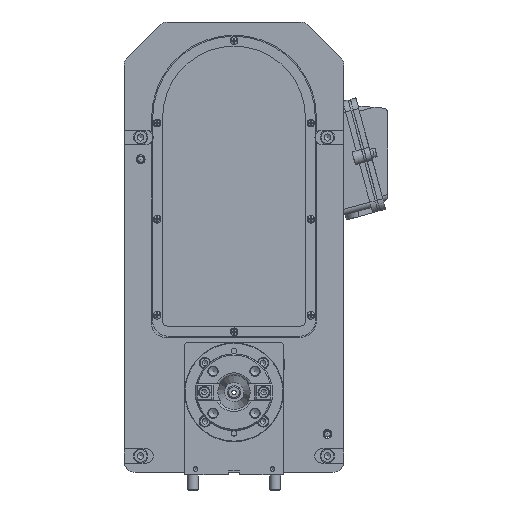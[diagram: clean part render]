
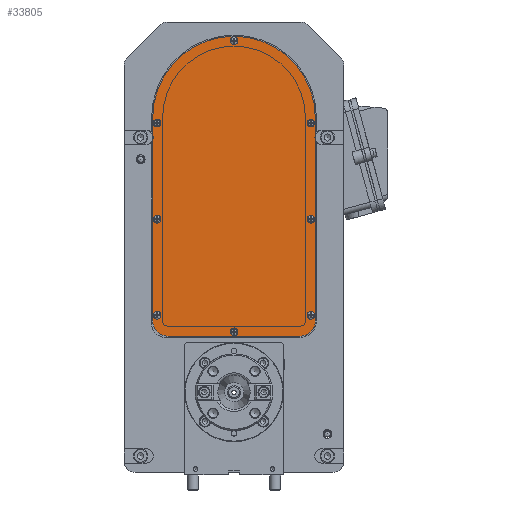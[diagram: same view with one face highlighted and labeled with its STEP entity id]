
A CAD part, front view. The second image highlights one B-rep face of the part: STEP entity #33805.
In plain terms, the highlighted planar face has unit normal (0, -1, 0).
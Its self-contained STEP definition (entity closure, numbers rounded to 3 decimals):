
#3872=LINE('',#62311,#6721);
#3876=LINE('',#62323,#6725);
#3880=LINE('',#62335,#6729);
#6721=VECTOR('',#48157,1000.);
#6725=VECTOR('',#48169,1000.);
#6729=VECTOR('',#48181,1000.);
#7670=PLANE('',#39209);
#16756=ORIENTED_EDGE('',*,*,#22360,.F.);
#16757=ORIENTED_EDGE('',*,*,#22361,.F.);
#16758=ORIENTED_EDGE('',*,*,#22362,.F.);
#16759=ORIENTED_EDGE('',*,*,#22363,.F.);
#16760=ORIENTED_EDGE('',*,*,#22364,.F.);
#16761=ORIENTED_EDGE('',*,*,#22365,.F.);
#16762=ORIENTED_EDGE('',*,*,#22366,.F.);
#16763=ORIENTED_EDGE('',*,*,#22367,.F.);
#16764=ORIENTED_EDGE('',*,*,#22342,.T.);
#16765=ORIENTED_EDGE('',*,*,#22346,.T.);
#16766=ORIENTED_EDGE('',*,*,#22349,.T.);
#16767=ORIENTED_EDGE('',*,*,#22352,.T.);
#16768=ORIENTED_EDGE('',*,*,#22355,.T.);
#16769=ORIENTED_EDGE('',*,*,#22358,.T.);
#22342=EDGE_CURVE('',#26352,#26353,#28029,.T.);
#22346=EDGE_CURVE('',#26353,#26356,#3872,.T.);
#22349=EDGE_CURVE('',#26356,#26358,#28031,.T.);
#22352=EDGE_CURVE('',#26358,#26360,#3876,.T.);
#22355=EDGE_CURVE('',#26360,#26362,#28033,.T.);
#22358=EDGE_CURVE('',#26362,#26352,#3880,.T.);
#22360=EDGE_CURVE('',#26364,#26364,#28035,.T.);
#22361=EDGE_CURVE('',#26365,#26365,#28036,.T.);
#22362=EDGE_CURVE('',#26366,#26366,#28037,.T.);
#22363=EDGE_CURVE('',#26367,#26367,#28038,.T.);
#22364=EDGE_CURVE('',#26368,#26368,#28039,.T.);
#22365=EDGE_CURVE('',#26369,#26369,#28040,.T.);
#22366=EDGE_CURVE('',#26370,#26370,#28041,.T.);
#22367=EDGE_CURVE('',#26371,#26371,#28042,.T.);
#26352=VERTEX_POINT('',#62303);
#26353=VERTEX_POINT('',#62304);
#26356=VERTEX_POINT('',#62312);
#26358=VERTEX_POINT('',#62318);
#26360=VERTEX_POINT('',#62324);
#26362=VERTEX_POINT('',#62330);
#26364=VERTEX_POINT('',#62339);
#26365=VERTEX_POINT('',#62341);
#26366=VERTEX_POINT('',#62343);
#26367=VERTEX_POINT('',#62345);
#26368=VERTEX_POINT('',#62347);
#26369=VERTEX_POINT('',#62349);
#26370=VERTEX_POINT('',#62351);
#26371=VERTEX_POINT('',#62353);
#28029=CIRCLE('',#39198,14.);
#28031=CIRCLE('',#39202,14.);
#28033=CIRCLE('',#39206,74.);
#28035=CIRCLE('',#39210,2.25);
#28036=CIRCLE('',#39211,2.25);
#28037=CIRCLE('',#39212,2.25);
#28038=CIRCLE('',#39213,2.25);
#28039=CIRCLE('',#39214,2.25);
#28040=CIRCLE('',#39215,2.25);
#28041=CIRCLE('',#39216,2.25);
#28042=CIRCLE('',#39217,2.25);
#30000=EDGE_LOOP('',(#16756));
#30001=EDGE_LOOP('',(#16757));
#30002=EDGE_LOOP('',(#16758));
#30003=EDGE_LOOP('',(#16759));
#30004=EDGE_LOOP('',(#16760));
#30005=EDGE_LOOP('',(#16761));
#30006=EDGE_LOOP('',(#16762));
#30007=EDGE_LOOP('',(#16763));
#30008=EDGE_LOOP('',(#16764,#16765,#16766,#16767,#16768,#16769));
#32044=FACE_BOUND('',#30000,.T.);
#32045=FACE_BOUND('',#30001,.T.);
#32046=FACE_BOUND('',#30002,.T.);
#32047=FACE_BOUND('',#30003,.T.);
#32048=FACE_BOUND('',#30004,.T.);
#32049=FACE_BOUND('',#30005,.T.);
#32050=FACE_BOUND('',#30006,.T.);
#32051=FACE_BOUND('',#30007,.T.);
#32052=FACE_BOUND('',#30008,.T.);
#33805=ADVANCED_FACE('',(#32044,#32045,#32046,#32047,#32048,#32049,#32050,
#32051,#32052),#7670,.T.);
#39198=AXIS2_PLACEMENT_3D('',#62302,#48149,#48150);
#39202=AXIS2_PLACEMENT_3D('',#62317,#48162,#48163);
#39206=AXIS2_PLACEMENT_3D('',#62329,#48174,#48175);
#39209=AXIS2_PLACEMENT_3D('',#62337,#48183,#48184);
#39210=AXIS2_PLACEMENT_3D('',#62338,#48185,#48186);
#39211=AXIS2_PLACEMENT_3D('',#62340,#48187,#48188);
#39212=AXIS2_PLACEMENT_3D('',#62342,#48189,#48190);
#39213=AXIS2_PLACEMENT_3D('',#62344,#48191,#48192);
#39214=AXIS2_PLACEMENT_3D('',#62346,#48193,#48194);
#39215=AXIS2_PLACEMENT_3D('',#62348,#48195,#48196);
#39216=AXIS2_PLACEMENT_3D('',#62350,#48197,#48198);
#39217=AXIS2_PLACEMENT_3D('',#62352,#48199,#48200);
#48149=DIRECTION('',(0.,-1.,0.));
#48150=DIRECTION('',(1.,0.,0.));
#48157=DIRECTION('',(1.,0.,0.));
#48162=DIRECTION('',(0.,-1.,0.));
#48163=DIRECTION('',(-1.,0.,0.));
#48169=DIRECTION('',(0.,0.,1.));
#48174=DIRECTION('',(0.,-1.,0.));
#48175=DIRECTION('',(1.,0.,0.));
#48181=DIRECTION('',(0.,0.,-1.));
#48183=DIRECTION('',(0.,-1.,0.));
#48184=DIRECTION('',(0.,0.,-1.));
#48185=DIRECTION('',(0.,-1.,0.));
#48186=DIRECTION('',(1.,0.,0.));
#48187=DIRECTION('',(0.,-1.,0.));
#48188=DIRECTION('',(1.,0.,0.));
#48189=DIRECTION('',(0.,-1.,0.));
#48190=DIRECTION('',(1.,0.,0.));
#48191=DIRECTION('',(0.,-1.,0.));
#48192=DIRECTION('',(1.,0.,0.));
#48193=DIRECTION('',(0.,-1.,0.));
#48194=DIRECTION('',(1.,0.,0.));
#48195=DIRECTION('',(0.,-1.,0.));
#48196=DIRECTION('',(1.,0.,0.));
#48197=DIRECTION('',(0.,-1.,0.));
#48198=DIRECTION('',(1.,0.,0.));
#48199=DIRECTION('',(0.,-1.,0.));
#48200=DIRECTION('',(1.,0.,0.));
#62302=CARTESIAN_POINT('',(-60.,135.,65.));
#62303=CARTESIAN_POINT('',(-74.,135.,65.));
#62304=CARTESIAN_POINT('',(-60.,135.,51.));
#62311=CARTESIAN_POINT('',(-60.,135.,51.));
#62312=CARTESIAN_POINT('',(60.,135.,51.));
#62317=CARTESIAN_POINT('',(60.,135.,65.));
#62318=CARTESIAN_POINT('',(74.,135.,65.));
#62323=CARTESIAN_POINT('',(74.,135.,65.));
#62324=CARTESIAN_POINT('',(74.,135.,250.));
#62329=CARTESIAN_POINT('',(0.,135.,250.));
#62330=CARTESIAN_POINT('',(-74.,135.,250.));
#62335=CARTESIAN_POINT('',(-74.,135.,250.));
#62337=CARTESIAN_POINT('',(-60.,135.,65.));
#62338=CARTESIAN_POINT('',(70.,135.,157.5));
#62339=CARTESIAN_POINT('',(72.25,135.,157.5));
#62340=CARTESIAN_POINT('',(-70.,135.,157.5));
#62341=CARTESIAN_POINT('',(-67.75,135.,157.5));
#62342=CARTESIAN_POINT('',(-70.,135.,70.));
#62343=CARTESIAN_POINT('',(-67.75,135.,70.));
#62344=CARTESIAN_POINT('',(0.,135.,55.));
#62345=CARTESIAN_POINT('',(2.25,135.,55.));
#62346=CARTESIAN_POINT('',(70.,135.,70.));
#62347=CARTESIAN_POINT('',(72.25,135.,70.));
#62348=CARTESIAN_POINT('',(70.,135.,245.));
#62349=CARTESIAN_POINT('',(72.25,135.,245.));
#62350=CARTESIAN_POINT('',(0.,135.,320.));
#62351=CARTESIAN_POINT('',(2.25,135.,320.));
#62352=CARTESIAN_POINT('',(-70.,135.,245.));
#62353=CARTESIAN_POINT('',(-67.75,135.,245.));
